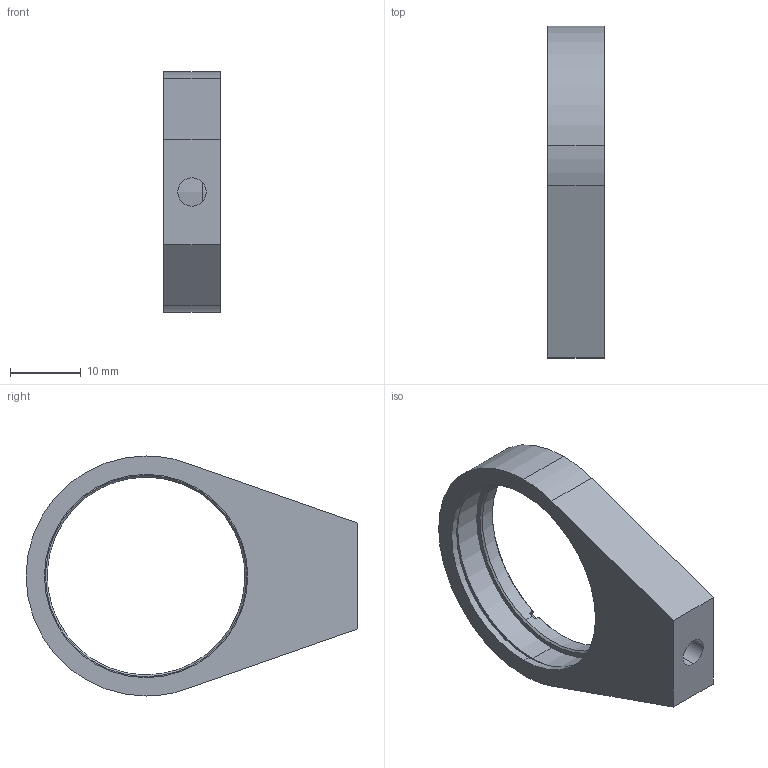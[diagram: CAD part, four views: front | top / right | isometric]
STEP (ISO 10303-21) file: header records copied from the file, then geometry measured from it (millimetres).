
FILE_DESCRIPTION (( 'STEP AP203' ), '1' );
FILE_NAME ('1.3.1.16_ZZT-M30.STEP', '2022-10-10T08:07:51', ( '' ), ( '' ), 'SwSTEP 2.0', 'SolidWorks 2021', '' );
FILE_SCHEMA (( 'CONFIG_CONTROL_DESIGN' ));
Length unit declared in the file: millimetre
Products named in the file (1): 1.3.1.16_ZZT-M30
Bounding box: 8 x 47 x 34 mm (x, y, z)
Surface area: 3558.6 mm2 (no closed solid volume)
Topology: 0 solids, 2 shells, 33 faces, 88 edges, 60 vertices
Faces by surface type: plane 16, cylinder 13, cone 4
Entity records: 1130 total; most frequent: CARTESIAN_POINT 206, DIRECTION 188, ORIENTED_EDGE 160, EDGE_CURVE 88, AXIS2_PLACEMENT_3D 74, VERTEX_POINT 60, VECTOR 40, CIRCLE 40
